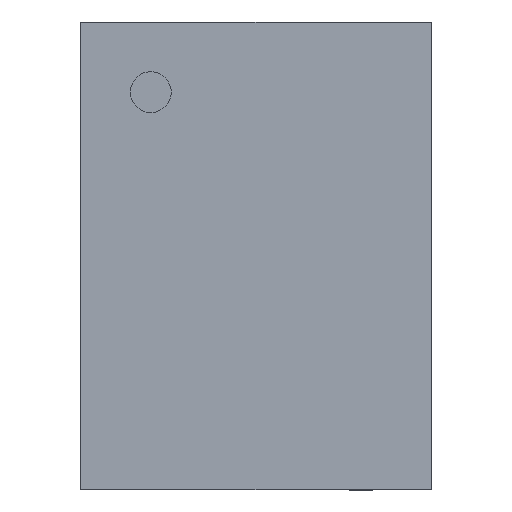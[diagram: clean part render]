
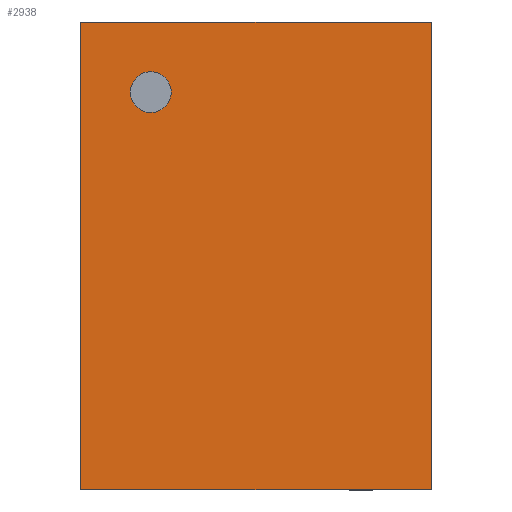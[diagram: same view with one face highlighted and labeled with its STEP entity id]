
A CAD part, top view. The second image highlights one B-rep face of the part: STEP entity #2938.
In plain terms, the highlighted planar face has unit normal (0, 0, 1).
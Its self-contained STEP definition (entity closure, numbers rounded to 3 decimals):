
#285 = CARTESIAN_POINT ( 'NONE',  ( -1.5, -2., 0.875 ) ) ;
#296 = DIRECTION ( 'NONE',  ( 1., 0., 0. ) ) ;
#471 = CARTESIAN_POINT ( 'NONE',  ( 1.5, -2., 0.875 ) ) ;
#777 = CARTESIAN_POINT ( 'NONE',  ( -1.075, 1.4, 0.875 ) ) ;
#1148 = VECTOR ( 'NONE', #1900, 1000. ) ;
#1167 = VERTEX_POINT ( 'NONE', #777 ) ;
#1364 = DIRECTION ( 'NONE',  ( 1., 0., 0. ) ) ;
#1482 = ORIENTED_EDGE ( 'NONE', *, *, #6485, .F. ) ;
#1688 = VECTOR ( 'NONE', #5727, 1000. ) ;
#1714 = CIRCLE ( 'NONE', #4645, 0.175 ) ;
#1782 = LINE ( 'NONE', #2305, #1688 ) ;
#1833 = FACE_BOUND ( 'NONE', #5137, .T. ) ;
#1900 = DIRECTION ( 'NONE',  ( 0., -1., 0. ) ) ;
#2012 = LINE ( 'NONE', #4242, #6750 ) ;
#2113 = EDGE_CURVE ( 'NONE', #4275, #6306, #4739, .T. ) ;
#2301 = EDGE_LOOP ( 'NONE', ( #2424, #6607, #7210, #6616 ) ) ;
#2305 = CARTESIAN_POINT ( 'NONE',  ( 1.5, -2., 0.875 ) ) ;
#2424 = ORIENTED_EDGE ( 'NONE', *, *, #3203, .T. ) ;
#2431 = DIRECTION ( 'NONE',  ( 0., 0., -1. ) ) ;
#2662 = ORIENTED_EDGE ( 'NONE', *, *, #3244, .F. ) ;
#2686 = CARTESIAN_POINT ( 'NONE',  ( 1.5, 2., 0.875 ) ) ;
#2892 = DIRECTION ( 'NONE',  ( 0., 0., 1. ) ) ;
#2938 = ADVANCED_FACE ( 'NONE', ( #1833, #6945 ), #5188, .F. ) ;
#2978 = DIRECTION ( 'NONE',  ( -1., 0., 0. ) ) ;
#3045 = CARTESIAN_POINT ( 'NONE',  ( 0., 0., 0.875 ) ) ;
#3061 = CARTESIAN_POINT ( 'NONE',  ( -0.9, 1.4, 0.875 ) ) ;
#3099 = CARTESIAN_POINT ( 'NONE',  ( -1.5, 2., 0.875 ) ) ;
#3203 = EDGE_CURVE ( 'NONE', #3537, #4275, #1782, .T. ) ;
#3212 = DIRECTION ( 'NONE',  ( 0., 0., 1. ) ) ;
#3244 = EDGE_CURVE ( 'NONE', #1167, #4247, #5414, .T. ) ;
#3537 = VERTEX_POINT ( 'NONE', #471 ) ;
#3655 = DIRECTION ( 'NONE',  ( -1., 0., 0. ) ) ;
#3755 = VERTEX_POINT ( 'NONE', #285 ) ;
#3901 = AXIS2_PLACEMENT_3D ( 'NONE', #3045, #2431, #2978 ) ;
#4014 = CARTESIAN_POINT ( 'NONE',  ( -0.9, 1.4, 0.875 ) ) ;
#4203 = CARTESIAN_POINT ( 'NONE',  ( -0.725, 1.4, 0.875 ) ) ;
#4242 = CARTESIAN_POINT ( 'NONE',  ( -1.5, -2., 0.875 ) ) ;
#4247 = VERTEX_POINT ( 'NONE', #4203 ) ;
#4275 = VERTEX_POINT ( 'NONE', #2686 ) ;
#4639 = CARTESIAN_POINT ( 'NONE',  ( -1.5, 2., 0.875 ) ) ;
#4645 = AXIS2_PLACEMENT_3D ( 'NONE', #3061, #3212, #296 ) ;
#4739 = LINE ( 'NONE', #4639, #5275 ) ;
#4944 = AXIS2_PLACEMENT_3D ( 'NONE', #4014, #2892, #5106 ) ;
#5106 = DIRECTION ( 'NONE',  ( 1., 0., 0. ) ) ;
#5137 = EDGE_LOOP ( 'NONE', ( #1482, #2662 ) ) ;
#5188 = PLANE ( 'NONE',  #3901 ) ;
#5260 = LINE ( 'NONE', #6351, #1148 ) ;
#5275 = VECTOR ( 'NONE', #3655, 1000. ) ;
#5414 = CIRCLE ( 'NONE', #4944, 0.175 ) ;
#5701 = EDGE_CURVE ( 'NONE', #6306, #3755, #5260, .T. ) ;
#5727 = DIRECTION ( 'NONE',  ( 0., 1., 0. ) ) ;
#6306 = VERTEX_POINT ( 'NONE', #3099 ) ;
#6351 = CARTESIAN_POINT ( 'NONE',  ( -1.5, -2., 0.875 ) ) ;
#6485 = EDGE_CURVE ( 'NONE', #4247, #1167, #1714, .T. ) ;
#6607 = ORIENTED_EDGE ( 'NONE', *, *, #2113, .T. ) ;
#6616 = ORIENTED_EDGE ( 'NONE', *, *, #7159, .T. ) ;
#6750 = VECTOR ( 'NONE', #1364, 1000. ) ;
#6945 = FACE_OUTER_BOUND ( 'NONE', #2301, .T. ) ;
#7159 = EDGE_CURVE ( 'NONE', #3755, #3537, #2012, .T. ) ;
#7210 = ORIENTED_EDGE ( 'NONE', *, *, #5701, .T. ) ;
